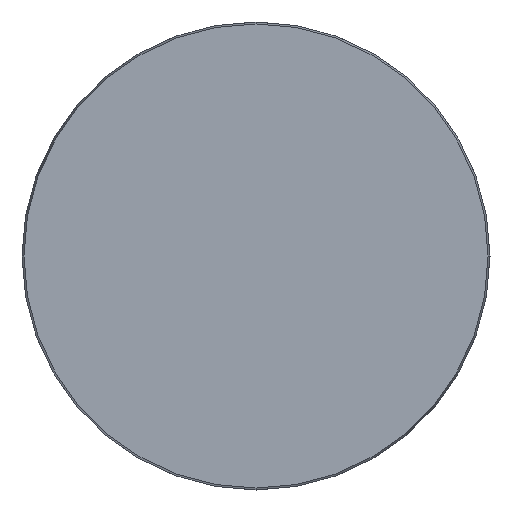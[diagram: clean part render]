
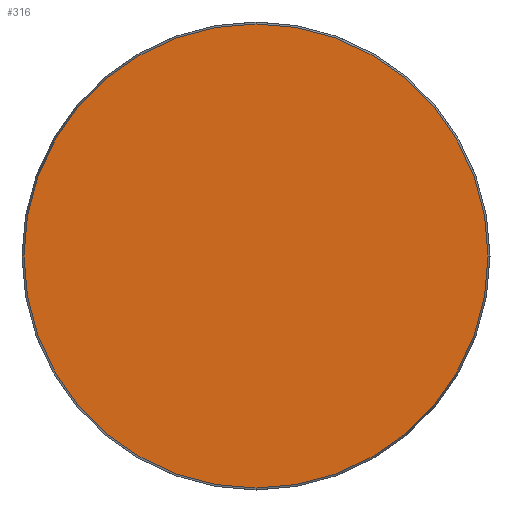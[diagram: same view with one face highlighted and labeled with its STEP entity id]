
A CAD part, front view. The second image highlights one B-rep face of the part: STEP entity #316.
In plain terms, the highlighted planar face has unit normal (0, -1, 0).
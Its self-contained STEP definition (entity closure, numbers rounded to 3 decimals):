
#18 = DIRECTION ( 'NONE',  ( 0., -1., 0. ) ) ;
#30 = PLANE ( 'NONE',  #315 ) ;
#70 = CIRCLE ( 'NONE', #502, 68.425 ) ;
#146 = VERTEX_POINT ( 'NONE', #501 ) ;
#193 = EDGE_CURVE ( 'NONE', #146, #146, #70, .T. ) ;
#209 = FACE_OUTER_BOUND ( 'NONE', #419, .T. ) ;
#315 = AXIS2_PLACEMENT_3D ( 'NONE', #570, #636, #734 ) ;
#316 = ADVANCED_FACE ( 'NONE', ( #209 ), #30, .F. ) ;
#419 = EDGE_LOOP ( 'NONE', ( #590 ) ) ;
#484 = DIRECTION ( 'NONE',  ( 0., 0., -1. ) ) ;
#501 = CARTESIAN_POINT ( 'NONE',  ( 0., 0., -68.425 ) ) ;
#502 = AXIS2_PLACEMENT_3D ( 'NONE', #548, #18, #484 ) ;
#548 = CARTESIAN_POINT ( 'NONE',  ( 0., 0., 0. ) ) ;
#570 = CARTESIAN_POINT ( 'NONE',  ( -68.425, 0., 0. ) ) ;
#590 = ORIENTED_EDGE ( 'NONE', *, *, #193, .T. ) ;
#636 = DIRECTION ( 'NONE',  ( 0., 1., 0. ) ) ;
#734 = DIRECTION ( 'NONE',  ( 0., 0., 1. ) ) ;
